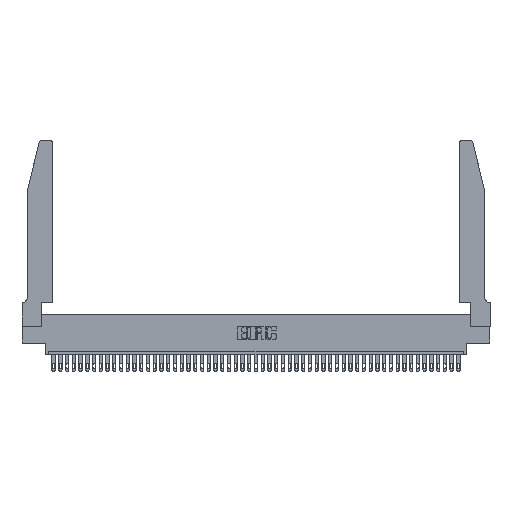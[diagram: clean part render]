
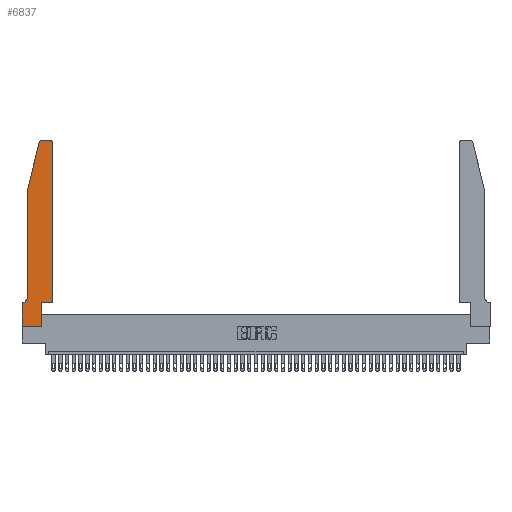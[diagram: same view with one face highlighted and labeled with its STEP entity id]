
A CAD part, top view. The second image highlights one B-rep face of the part: STEP entity #6837.
In plain terms, the highlighted planar face has unit normal (0, 0, 1).
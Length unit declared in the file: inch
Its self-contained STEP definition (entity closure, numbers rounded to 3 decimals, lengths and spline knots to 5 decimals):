
#56 = CARTESIAN_POINT ( 'NONE',  ( 0.4505, 2.72, 0.37 ) ) ;
#1072 = ORIENTED_EDGE ( 'NONE', *, *, #43743, .T. ) ;
#1413 = LINE ( 'NONE', #17866, #32885 ) ;
#1616 = DIRECTION ( 'NONE',  ( 0., -1., 0. ) ) ;
#2043 = ORIENTED_EDGE ( 'NONE', *, *, #41310, .T. ) ;
#2417 = CARTESIAN_POINT ( 'NONE',  ( 0.4205, 2.72, 0.37 ) ) ;
#2471 = PLANE ( 'NONE',  #3199 ) ;
#2628 = DIRECTION ( 'NONE',  ( 0., 0., 1. ) ) ;
#3199 = AXIS2_PLACEMENT_3D ( 'NONE', #18731, #2628, #17654 ) ;
#3499 = DIRECTION ( 'NONE',  ( -1., 0., 0. ) ) ;
#3862 = CARTESIAN_POINT ( 'NONE',  ( 0.0755, 0.35, 0.37 ) ) ;
#4876 = CARTESIAN_POINT ( 'NONE',  ( 0.284, 2.75, 0.37 ) ) ;
#4877 = VERTEX_POINT ( 'NONE', #5043 ) ;
#5043 = CARTESIAN_POINT ( 'NONE',  ( 0.2865, 0.35, 0.37 ) ) ;
#5093 = EDGE_CURVE ( 'NONE', #41300, #17768, #45887, .T. ) ;
#5175 = CARTESIAN_POINT ( 'NONE',  ( 0., 0., 0.37 ) ) ;
#5652 = CARTESIAN_POINT ( 'NONE',  ( 0.0055, 0.35, 0.37 ) ) ;
#6008 = CARTESIAN_POINT ( 'NONE',  ( 0.0755, 2., 0.37 ) ) ;
#6318 = CARTESIAN_POINT ( 'NONE',  ( 0.4205, 2.75, 0.37 ) ) ;
#6837 = ADVANCED_FACE ( 'NONE', ( #9700 ), #2471, .T. ) ;
#7156 = CARTESIAN_POINT ( 'NONE',  ( 0.4505, 0.35, 0.37 ) ) ;
#8286 = VECTOR ( 'NONE', #28124, 39.37008 ) ;
#9142 = VECTOR ( 'NONE', #20494, 39.37008 ) ;
#9700 = FACE_OUTER_BOUND ( 'NONE', #38300, .T. ) ;
#12968 = VECTOR ( 'NONE', #22019, 39.37008 ) ;
#13086 = DIRECTION ( 'NONE',  ( 1., 0., 0. ) ) ;
#13500 = LINE ( 'NONE', #3862, #22169 ) ;
#14479 = AXIS2_PLACEMENT_3D ( 'NONE', #44493, #22219, #3499 ) ;
#15234 = LINE ( 'NONE', #20218, #47252 ) ;
#15579 = VERTEX_POINT ( 'NONE', #19759 ) ;
#16311 = VERTEX_POINT ( 'NONE', #33705 ) ;
#16341 = VERTEX_POINT ( 'NONE', #5652 ) ;
#16451 = ORIENTED_EDGE ( 'NONE', *, *, #29179, .T. ) ;
#16606 = DIRECTION ( 'NONE',  ( 1., 0., 0. ) ) ;
#16915 = VERTEX_POINT ( 'NONE', #4876 ) ;
#17654 = DIRECTION ( 'NONE',  ( 1., 0., 0. ) ) ;
#17768 = VERTEX_POINT ( 'NONE', #6318 ) ;
#17866 = CARTESIAN_POINT ( 'NONE',  ( 0.2605, 2.75, 0.37 ) ) ;
#17979 = CARTESIAN_POINT ( 'NONE',  ( 0., 0., 0.37 ) ) ;
#18121 = ORIENTED_EDGE ( 'NONE', *, *, #40115, .T. ) ;
#18731 = CARTESIAN_POINT ( 'NONE',  ( 0., 0.35, 0.37 ) ) ;
#19302 = VECTOR ( 'NONE', #36695, 39.37008 ) ;
#19759 = CARTESIAN_POINT ( 'NONE',  ( 0.4505, 0.35, 0.37 ) ) ;
#20164 = EDGE_CURVE ( 'NONE', #26519, #16341, #22461, .T. ) ;
#20218 = CARTESIAN_POINT ( 'NONE',  ( 0.4505, 0.35, 0.37 ) ) ;
#20494 = DIRECTION ( 'NONE',  ( -0.239, -0.971, 0. ) ) ;
#20926 = ORIENTED_EDGE ( 'NONE', *, *, #28948, .T. ) ;
#21583 = EDGE_CURVE ( 'NONE', #17768, #16915, #1413, .T. ) ;
#22019 = DIRECTION ( 'NONE',  ( 0., 1., 0. ) ) ;
#22169 = VECTOR ( 'NONE', #33706, 39.37008 ) ;
#22219 = DIRECTION ( 'NONE',  ( 0., 0., -1. ) ) ;
#22265 = EDGE_CURVE ( 'NONE', #42803, #26519, #29849, .T. ) ;
#22461 = CIRCLE ( 'NONE', #14479, 0.07 ) ;
#23002 = AXIS2_PLACEMENT_3D ( 'NONE', #39860, #39525, #35976 ) ;
#23305 = AXIS2_PLACEMENT_3D ( 'NONE', #2417, #32230, #16606 ) ;
#23628 = CARTESIAN_POINT ( 'NONE',  ( 0., 0.35, 0.37 ) ) ;
#24508 = LINE ( 'NONE', #7156, #38444 ) ;
#25272 = VECTOR ( 'NONE', #1616, 39.37008 ) ;
#25721 = VERTEX_POINT ( 'NONE', #41965 ) ;
#26044 = LINE ( 'NONE', #6008, #9142 ) ;
#26519 = VERTEX_POINT ( 'NONE', #27058 ) ;
#26698 = CARTESIAN_POINT ( 'NONE',  ( 0.0755, 2., 0.37 ) ) ;
#27058 = CARTESIAN_POINT ( 'NONE',  ( 0.0755, 0.42, 0.37 ) ) ;
#28124 = DIRECTION ( 'NONE',  ( 0., -1., 0. ) ) ;
#28709 = VERTEX_POINT ( 'NONE', #47724 ) ;
#28948 = EDGE_CURVE ( 'NONE', #16311, #4877, #31585, .T. ) ;
#29179 = EDGE_CURVE ( 'NONE', #4877, #15579, #15234, .T. ) ;
#29436 = EDGE_CURVE ( 'NONE', #16341, #31043, #13500, .T. ) ;
#29849 = LINE ( 'NONE', #42918, #8286 ) ;
#29972 = EDGE_CURVE ( 'NONE', #15579, #41300, #24508, .T. ) ;
#30594 = ORIENTED_EDGE ( 'NONE', *, *, #29436, .T. ) ;
#31043 = VERTEX_POINT ( 'NONE', #23628 ) ;
#31585 = LINE ( 'NONE', #37641, #12968 ) ;
#32230 = DIRECTION ( 'NONE',  ( 0., 0., 1. ) ) ;
#32885 = VECTOR ( 'NONE', #43867, 39.37008 ) ;
#33170 = ORIENTED_EDGE ( 'NONE', *, *, #20164, .T. ) ;
#33386 = LINE ( 'NONE', #5175, #25272 ) ;
#33705 = CARTESIAN_POINT ( 'NONE',  ( 0.2865, 0., 0.37 ) ) ;
#33706 = DIRECTION ( 'NONE',  ( -1., 0., 0. ) ) ;
#33788 = ORIENTED_EDGE ( 'NONE', *, *, #29972, .T. ) ;
#35976 = DIRECTION ( 'NONE',  ( 1., 0., 0. ) ) ;
#36695 = DIRECTION ( 'NONE',  ( 1., 0., 0. ) ) ;
#37641 = CARTESIAN_POINT ( 'NONE',  ( 0.2865, 0.35, 0.37 ) ) ;
#38300 = EDGE_LOOP ( 'NONE', ( #45926, #18121, #1072, #44923, #33170, #30594, #42680, #2043, #20926, #16451, #33788, #39253 ) ) ;
#38444 = VECTOR ( 'NONE', #47787, 39.37008 ) ;
#39253 = ORIENTED_EDGE ( 'NONE', *, *, #5093, .T. ) ;
#39525 = DIRECTION ( 'NONE',  ( 0., 0., 1. ) ) ;
#39860 = CARTESIAN_POINT ( 'NONE',  ( 0.284, 2.72, 0.37 ) ) ;
#39994 = EDGE_CURVE ( 'NONE', #31043, #28709, #33386, .T. ) ;
#40115 = EDGE_CURVE ( 'NONE', #16915, #25721, #40414, .T. ) ;
#40414 = CIRCLE ( 'NONE', #23002, 0.03 ) ;
#41300 = VERTEX_POINT ( 'NONE', #56 ) ;
#41310 = EDGE_CURVE ( 'NONE', #28709, #16311, #43203, .T. ) ;
#41965 = CARTESIAN_POINT ( 'NONE',  ( 0.25487, 2.72718, 0.37 ) ) ;
#42680 = ORIENTED_EDGE ( 'NONE', *, *, #39994, .T. ) ;
#42803 = VERTEX_POINT ( 'NONE', #26698 ) ;
#42918 = CARTESIAN_POINT ( 'NONE',  ( 0.0755, 2., 0.37 ) ) ;
#43203 = LINE ( 'NONE', #17979, #19302 ) ;
#43743 = EDGE_CURVE ( 'NONE', #25721, #42803, #26044, .T. ) ;
#43867 = DIRECTION ( 'NONE',  ( -1., 0., 0. ) ) ;
#44493 = CARTESIAN_POINT ( 'NONE',  ( 0.0055, 0.42, 0.37 ) ) ;
#44923 = ORIENTED_EDGE ( 'NONE', *, *, #22265, .T. ) ;
#45887 = CIRCLE ( 'NONE', #23305, 0.03 ) ;
#45926 = ORIENTED_EDGE ( 'NONE', *, *, #21583, .T. ) ;
#47252 = VECTOR ( 'NONE', #13086, 39.37008 ) ;
#47724 = CARTESIAN_POINT ( 'NONE',  ( 0., 0., 0.37 ) ) ;
#47787 = DIRECTION ( 'NONE',  ( 0., 1., 0. ) ) ;
